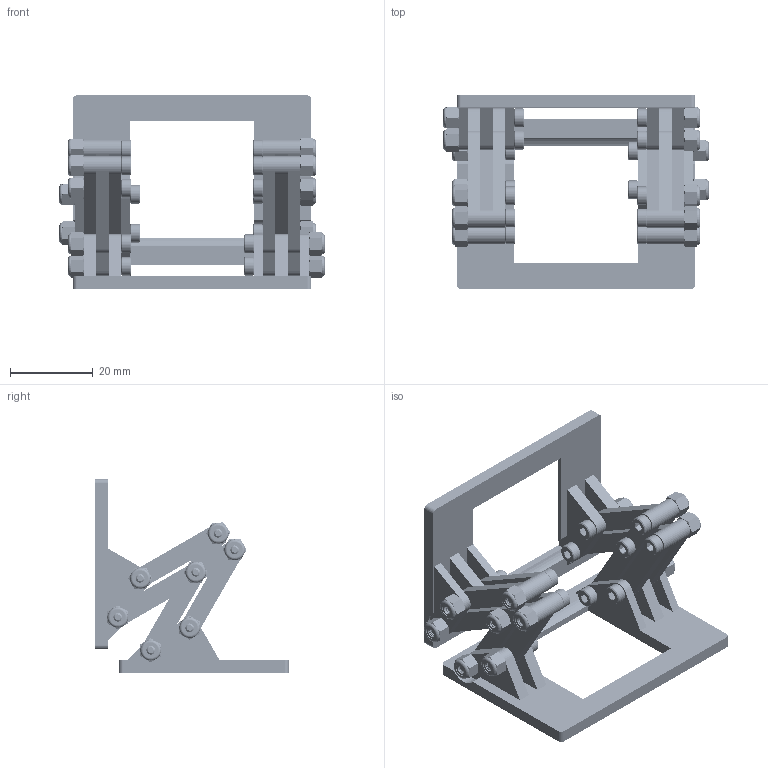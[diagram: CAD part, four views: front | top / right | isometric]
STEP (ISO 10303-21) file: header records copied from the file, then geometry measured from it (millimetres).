
FILE_DESCRIPTION(/* description */ (''),/* implementation_level */ '2;1');
FILE_NAME(/* name */ 'LEDCube_HiddenHinge.step',/* time_stamp */ '2020-07-27T14:01:57+02:00',/* author */ (''),/* organization */ (''),/* preprocessor_version */ 'ST-DEVELOPER v18.1',/* originating_system */ 'Autodesk Translation Framework v9.3.0.1241',/* authorisation */ '');
FILE_SCHEMA (('AUTOMOTIVE_DESIGN { 1 0 10303 214 3 1 1 }'));
Length unit declared in the file: millimetre
Products named in the file (7): Scharnier; Hebel Kurz; Hebel Lang; Scharnier Grundplatte; M2,5x16; M2,5x12; M2,5 Mutter selbstsichernd
Assembly tree (42 placements, depth 2):
  Scharnier
    Hebel Lang  x6
    Hebel Kurz  x6
    Scharnier Grundplatte  x2
    M2,5x16  x4
    M2,5x12  x10
    M2,5 Mutter selbstsichernd  x14
Bounding box: 64.17 x 46.79 x 46.79 mm (x, y, z)
Volume: 17813.7 mm3; surface area: 23534.7 mm2
Topology: 56 solids, 56 shells, 2236 faces, 5746 edges, 3678 vertices
Faces by surface type: cylinder 1218, cone 518, plane 430, torus 42, bspline 28
Full cylindrical faces by diameter (mm): 1.915 x386, 2.09 x14, 2.144 x84, 2.5 x470, 2.7 x50, 2.912 x14, 4.5 x14, 10.837 x2
Entity records: 22306 total; most frequent: CARTESIAN_POINT 14346, ORIENTED_EDGE 1710, DIRECTION 1434, EDGE_CURVE 855, VERTEX_POINT 555, AXIS2_PLACEMENT_3D 543, EDGE_LOOP 362, LINE 348
